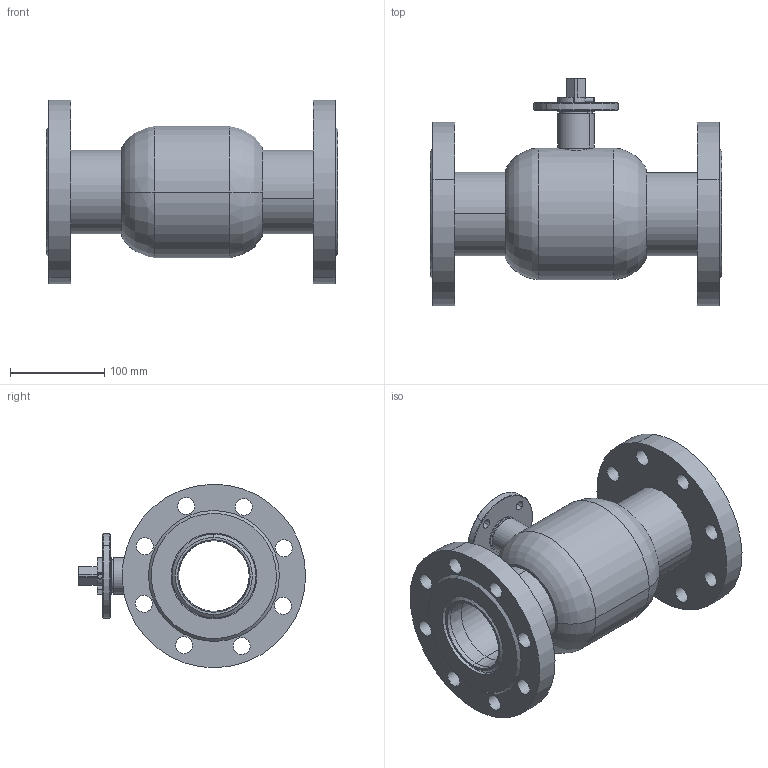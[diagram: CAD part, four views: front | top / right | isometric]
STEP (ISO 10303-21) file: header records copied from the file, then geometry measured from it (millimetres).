
FILE_DESCRIPTION (( 'STEP AP214' ), '1' );
FILE_NAME ('DN80法兰球阀PN25.STEP', '2024-03-31T03:07:17', ( '' ), ( '' ), 'SwSTEP 2.0', 'SolidWorks 2019', '' );
FILE_SCHEMA (( 'AUTOMOTIVE_DESIGN' ));
Length unit declared in the file: millimetre
Products named in the file (8): Q61F-80-4傻諉; 80-100攫; Q61F-80-5粣杶; Q61F-80-3概裝; DN80楊擘⑩概PN25; 80概极; 詩种80-100; 80楊擘2.5
Assembly tree (9 placements, depth 2):
  DN80楊擘⑩概PN25
    80概极
    Q61F-80-4傻諉  x2
    Q61F-80-5粣杶
    Q61F-80-3概裝
    80-100攫
    詩种80-100
    80楊擘2.5  x2
Bounding box: 310 x 241.46 x 194.92 mm (x, y, z)
Volume: 1912316.1 mm3; surface area: 445749.6 mm2
Topology: 9 solids, 9 shells, 207 faces, 492 edges, 312 vertices
Faces by surface type: cylinder 112, plane 55, cone 26, torus 14
Entity records: 5919 total; most frequent: CARTESIAN_POINT 1289, DIRECTION 936, ORIENTED_EDGE 776, AXIS2_PLACEMENT_3D 391, EDGE_CURVE 388, VERTEX_POINT 246, CIRCLE 216, EDGE_LOOP 210
